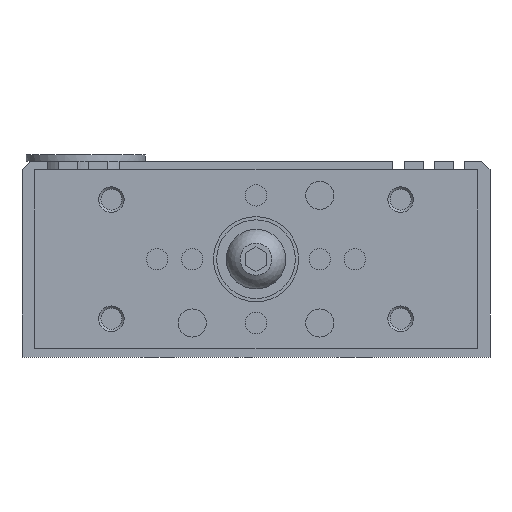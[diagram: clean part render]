
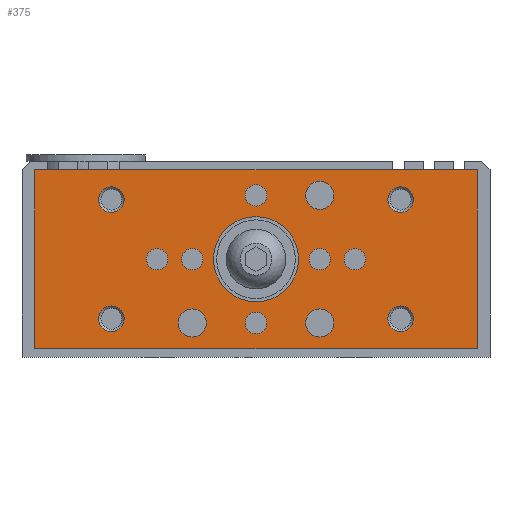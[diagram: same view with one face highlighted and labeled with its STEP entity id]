
A CAD part, left-side view. The second image highlights one B-rep face of the part: STEP entity #375.
In plain terms, the highlighted planar face has unit normal (-1, 0, 0).
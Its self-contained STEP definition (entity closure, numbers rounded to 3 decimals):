
#375 = ADVANCED_FACE( '', ( #949, #950, #951, #952, #953, #954, #955, #956, #957, #958, #959, #960, #961, #962, #963 ), #964, .F. );
#949 = FACE_BOUND( '', #1833, .T. );
#950 = FACE_BOUND( '', #1834, .T. );
#951 = FACE_BOUND( '', #1835, .T. );
#952 = FACE_BOUND( '', #1836, .T. );
#953 = FACE_BOUND( '', #1837, .T. );
#954 = FACE_BOUND( '', #1838, .T. );
#955 = FACE_BOUND( '', #1839, .T. );
#956 = FACE_BOUND( '', #1840, .T. );
#957 = FACE_BOUND( '', #1841, .T. );
#958 = FACE_BOUND( '', #1842, .T. );
#959 = FACE_BOUND( '', #1843, .T. );
#960 = FACE_BOUND( '', #1844, .T. );
#961 = FACE_BOUND( '', #1845, .T. );
#962 = FACE_BOUND( '', #1846, .T. );
#963 = FACE_OUTER_BOUND( '', #1847, .T. );
#964 = PLANE( '', #1848 );
#1833 = EDGE_LOOP( '', ( #2930 ) );
#1834 = EDGE_LOOP( '', ( #2931 ) );
#1835 = EDGE_LOOP( '', ( #2932 ) );
#1836 = EDGE_LOOP( '', ( #2933 ) );
#1837 = EDGE_LOOP( '', ( #2934 ) );
#1838 = EDGE_LOOP( '', ( #2935 ) );
#1839 = EDGE_LOOP( '', ( #2936 ) );
#1840 = EDGE_LOOP( '', ( #2937 ) );
#1841 = EDGE_LOOP( '', ( #2938 ) );
#1842 = EDGE_LOOP( '', ( #2939 ) );
#1843 = EDGE_LOOP( '', ( #2940 ) );
#1844 = EDGE_LOOP( '', ( #2941 ) );
#1845 = EDGE_LOOP( '', ( #2942 ) );
#1846 = EDGE_LOOP( '', ( #2943 ) );
#1847 = EDGE_LOOP( '', ( #2944, #2945, #2946, #2947 ) );
#1848 = AXIS2_PLACEMENT_3D( '', #2948, #2949, #2950 );
#2930 = ORIENTED_EDGE( '', *, *, #4519, .T. );
#2931 = ORIENTED_EDGE( '', *, *, #4520, .T. );
#2932 = ORIENTED_EDGE( '', *, *, #4521, .T. );
#2933 = ORIENTED_EDGE( '', *, *, #4522, .T. );
#2934 = ORIENTED_EDGE( '', *, *, #4315, .T. );
#2935 = ORIENTED_EDGE( '', *, *, #4523, .T. );
#2936 = ORIENTED_EDGE( '', *, *, #4345, .T. );
#2937 = ORIENTED_EDGE( '', *, *, #4366, .F. );
#2938 = ORIENTED_EDGE( '', *, *, #4524, .T. );
#2939 = ORIENTED_EDGE( '', *, *, #4525, .T. );
#2940 = ORIENTED_EDGE( '', *, *, #4526, .F. );
#2941 = ORIENTED_EDGE( '', *, *, #4527, .F. );
#2942 = ORIENTED_EDGE( '', *, *, #4528, .T. );
#2943 = ORIENTED_EDGE( '', *, *, #4363, .T. );
#2944 = ORIENTED_EDGE( '', *, *, #4529, .F. );
#2945 = ORIENTED_EDGE( '', *, *, #4530, .F. );
#2946 = ORIENTED_EDGE( '', *, *, #4531, .F. );
#2947 = ORIENTED_EDGE( '', *, *, #4392, .F. );
#2948 = CARTESIAN_POINT( '', ( -106., 52., 44. ) );
#2949 = DIRECTION( '', ( 1., 0., 0. ) );
#2950 = DIRECTION( '', ( 0., 0., 1. ) );
#4315 = EDGE_CURVE( '', #4990, #4990, #4991, .T. );
#4345 = EDGE_CURVE( '', #5043, #5043, #5044, .T. );
#4363 = EDGE_CURVE( '', #5071, #5071, #5072, .T. );
#4366 = EDGE_CURVE( '', #5076, #5076, #5077, .T. );
#4392 = EDGE_CURVE( '', #5120, #5122, #5123, .T. );
#4519 = EDGE_CURVE( '', #5334, #5334, #5335, .T. );
#4520 = EDGE_CURVE( '', #5336, #5336, #5337, .T. );
#4521 = EDGE_CURVE( '', #5338, #5338, #5339, .T. );
#4522 = EDGE_CURVE( '', #5340, #5340, #5341, .T. );
#4523 = EDGE_CURVE( '', #5342, #5342, #5343, .T. );
#4524 = EDGE_CURVE( '', #5344, #5344, #5345, .T. );
#4525 = EDGE_CURVE( '', #5346, #5346, #5347, .T. );
#4526 = EDGE_CURVE( '', #5348, #5348, #5349, .T. );
#4527 = EDGE_CURVE( '', #5350, #5350, #5351, .T. );
#4528 = EDGE_CURVE( '', #5352, #5352, #5353, .T. );
#4529 = EDGE_CURVE( '', #5354, #5120, #5355, .T. );
#4530 = EDGE_CURVE( '', #5356, #5354, #5357, .T. );
#4531 = EDGE_CURVE( '', #5122, #5356, #5358, .T. );
#4990 = VERTEX_POINT( '', #5978 );
#4991 = CIRCLE( '', #5979, 3.3 );
#5043 = VERTEX_POINT( '', #6046 );
#5044 = CIRCLE( '', #6047, 3.3 );
#5071 = VERTEX_POINT( '', #6078 );
#5072 = CIRCLE( '', #6079, 10. );
#5076 = VERTEX_POINT( '', #6083 );
#5077 = CIRCLE( '', #6084, 2.51 );
#5120 = VERTEX_POINT( '', #6152 );
#5122 = VERTEX_POINT( '', #6155 );
#5123 = LINE( '', #6156, #6157 );
#5334 = VERTEX_POINT( '', #6448 );
#5335 = CIRCLE( '', #6449, 2.51 );
#5336 = VERTEX_POINT( '', #6450 );
#5337 = CIRCLE( '', #6451, 2.51 );
#5338 = VERTEX_POINT( '', #6452 );
#5339 = CIRCLE( '', #6453, 2.51 );
#5340 = VERTEX_POINT( '', #6454 );
#5341 = CIRCLE( '', #6455, 2.51 );
#5342 = VERTEX_POINT( '', #6456 );
#5343 = CIRCLE( '', #6457, 3.3 );
#5344 = VERTEX_POINT( '', #6458 );
#5345 = CIRCLE( '', #6459, 2.51 );
#5346 = VERTEX_POINT( '', #6460 );
#5347 = CIRCLE( '', #6461, 3. );
#5348 = VERTEX_POINT( '', #6462 );
#5349 = CIRCLE( '', #6463, 3. );
#5350 = VERTEX_POINT( '', #6464 );
#5351 = CIRCLE( '', #6465, 3. );
#5352 = VERTEX_POINT( '', #6466 );
#5353 = CIRCLE( '', #6467, 3. );
#5354 = VERTEX_POINT( '', #6468 );
#5355 = LINE( '', #6469, #6470 );
#5356 = VERTEX_POINT( '', #6471 );
#5357 = LINE( '', #6472, #6473 );
#5358 = LINE( '', #6474, #6475 );
#5978 = CARTESIAN_POINT( '', ( -106., 15., 4.7 ) );
#5979 = AXIS2_PLACEMENT_3D( '', #7393, #7394, #7395 );
#6046 = CARTESIAN_POINT( '', ( -106., -15., 34.7 ) );
#6047 = AXIS2_PLACEMENT_3D( '', #7432, #7433, #7434 );
#6078 = CARTESIAN_POINT( '', ( -106., 10., 23. ) );
#6079 = AXIS2_PLACEMENT_3D( '', #7460, #7461, #7462 );
#6083 = CARTESIAN_POINT( '', ( -106., 20.74, 23. ) );
#6084 = AXIS2_PLACEMENT_3D( '', #7466, #7467, #7468 );
#6152 = CARTESIAN_POINT( '', ( -106., 52., 44. ) );
#6155 = CARTESIAN_POINT( '', ( -106., -52., 44. ) );
#6156 = CARTESIAN_POINT( '', ( -106., 52., 44. ) );
#6157 = VECTOR( '', #7504, 1000. );
#6448 = CARTESIAN_POINT( '', ( -106., 0., 10.51 ) );
#6449 = AXIS2_PLACEMENT_3D( '', #7666, #7667, #7668 );
#6450 = CARTESIAN_POINT( '', ( -106., 12.49, 23. ) );
#6451 = AXIS2_PLACEMENT_3D( '', #7669, #7670, #7671 );
#6452 = CARTESIAN_POINT( '', ( -106., 0., 35.49 ) );
#6453 = AXIS2_PLACEMENT_3D( '', #7672, #7673, #7674 );
#6454 = CARTESIAN_POINT( '', ( -106., -12.49, 23. ) );
#6455 = AXIS2_PLACEMENT_3D( '', #7675, #7676, #7677 );
#6456 = CARTESIAN_POINT( '', ( -106., -15., 4.7 ) );
#6457 = AXIS2_PLACEMENT_3D( '', #7678, #7679, #7680 );
#6458 = CARTESIAN_POINT( '', ( -106., -20.74, 23. ) );
#6459 = AXIS2_PLACEMENT_3D( '', #7681, #7682, #7683 );
#6460 = CARTESIAN_POINT( '', ( -106., 31., 9. ) );
#6461 = AXIS2_PLACEMENT_3D( '', #7684, #7685, #7686 );
#6462 = CARTESIAN_POINT( '', ( -106., -31., 9. ) );
#6463 = AXIS2_PLACEMENT_3D( '', #7687, #7688, #7689 );
#6464 = CARTESIAN_POINT( '', ( -106., 31., 37. ) );
#6465 = AXIS2_PLACEMENT_3D( '', #7690, #7691, #7692 );
#6466 = CARTESIAN_POINT( '', ( -106., -31., 37. ) );
#6467 = AXIS2_PLACEMENT_3D( '', #7693, #7694, #7695 );
#6468 = CARTESIAN_POINT( '', ( -106., 52., 2. ) );
#6469 = CARTESIAN_POINT( '', ( -106., 52., 2. ) );
#6470 = VECTOR( '', #7696, 1000. );
#6471 = CARTESIAN_POINT( '', ( -106., -52., 2. ) );
#6472 = CARTESIAN_POINT( '', ( -106., -52., 2. ) );
#6473 = VECTOR( '', #7697, 1000. );
#6474 = CARTESIAN_POINT( '', ( -106., -52., 44. ) );
#6475 = VECTOR( '', #7698, 1000. );
#7393 = CARTESIAN_POINT( '', ( -106., 15., 8. ) );
#7394 = DIRECTION( '', ( 1., 0., 0. ) );
#7395 = DIRECTION( '', ( 0., 0., -1. ) );
#7432 = CARTESIAN_POINT( '', ( -106., -15., 38. ) );
#7433 = DIRECTION( '', ( 1., 0., 0. ) );
#7434 = DIRECTION( '', ( 0., 0., -1. ) );
#7460 = CARTESIAN_POINT( '', ( -106., 0., 23. ) );
#7461 = DIRECTION( '', ( 1., 0., 0. ) );
#7462 = DIRECTION( '', ( 0., 1., 0. ) );
#7466 = CARTESIAN_POINT( '', ( -106., 23.25, 23. ) );
#7467 = DIRECTION( '', ( -1., 0., 0. ) );
#7468 = DIRECTION( '', ( 0., -1., 0. ) );
#7504 = DIRECTION( '', ( 0., -1., 0. ) );
#7666 = CARTESIAN_POINT( '', ( -106., 0., 8. ) );
#7667 = DIRECTION( '', ( 1., 0., 0. ) );
#7668 = DIRECTION( '', ( 0., 0., 1. ) );
#7669 = CARTESIAN_POINT( '', ( -106., 15., 23. ) );
#7670 = DIRECTION( '', ( 1., 0., 0. ) );
#7671 = DIRECTION( '', ( 0., -1., 0. ) );
#7672 = CARTESIAN_POINT( '', ( -106., 0., 38. ) );
#7673 = DIRECTION( '', ( 1., 0., 0. ) );
#7674 = DIRECTION( '', ( 0., 0., -1. ) );
#7675 = CARTESIAN_POINT( '', ( -106., -15., 23. ) );
#7676 = DIRECTION( '', ( 1., 0., 0. ) );
#7677 = DIRECTION( '', ( 0., 1., 0. ) );
#7678 = CARTESIAN_POINT( '', ( -106., -15., 8. ) );
#7679 = DIRECTION( '', ( 1., 0., 0. ) );
#7680 = DIRECTION( '', ( 0., 0., -1. ) );
#7681 = CARTESIAN_POINT( '', ( -106., -23.25, 23. ) );
#7682 = DIRECTION( '', ( 1., 0., 0. ) );
#7683 = DIRECTION( '', ( 0., 1., 0. ) );
#7684 = CARTESIAN_POINT( '', ( -106., 34., 9. ) );
#7685 = DIRECTION( '', ( 1., 0., 0. ) );
#7686 = DIRECTION( '', ( 0., -1., 0. ) );
#7687 = CARTESIAN_POINT( '', ( -106., -34., 9. ) );
#7688 = DIRECTION( '', ( -1., 0., 0. ) );
#7689 = DIRECTION( '', ( 0., 1., 0. ) );
#7690 = CARTESIAN_POINT( '', ( -106., 34., 37. ) );
#7691 = DIRECTION( '', ( -1., 0., 0. ) );
#7692 = DIRECTION( '', ( 0., -1., 0. ) );
#7693 = CARTESIAN_POINT( '', ( -106., -34., 37. ) );
#7694 = DIRECTION( '', ( 1., 0., 0. ) );
#7695 = DIRECTION( '', ( 0., 1., 0. ) );
#7696 = DIRECTION( '', ( 0., 0., 1. ) );
#7697 = DIRECTION( '', ( 0., 1., 0. ) );
#7698 = DIRECTION( '', ( 0., 0., -1. ) );
